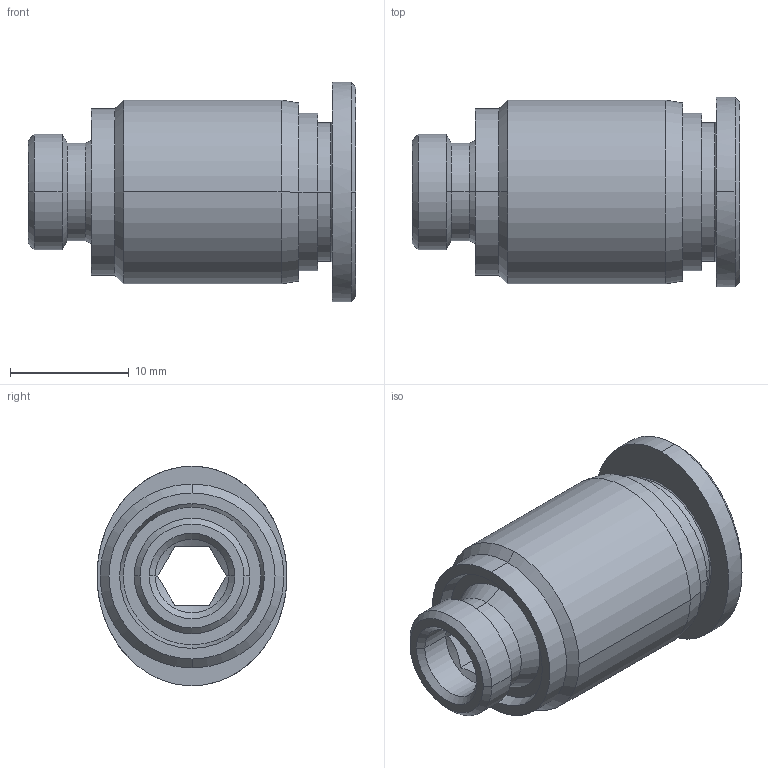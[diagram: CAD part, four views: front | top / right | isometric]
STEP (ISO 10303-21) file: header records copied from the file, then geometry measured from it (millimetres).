
FILE_DESCRIPTION (( 'STEP AP214' ), '1' );
FILE_NAME ('POC10-G01.STEP', '2018-09-10T08:57:18', ( '' ), ( '' ), 'SwSTEP 2.0', 'SolidWorks 2018', '' );
FILE_SCHEMA (( 'AUTOMOTIVE_DESIGN' ));
Length unit declared in the file: millimetre
Products named in the file (1): POC10-G01
Bounding box: 27.6 x 16 x 18.5 mm (x, y, z)
Surface area: 2520.5 mm2 (no closed solid volume)
Topology: 0 solids, 1 shells, 386 faces, 1232 edges, 816 vertices
Faces by surface type: plane 340, cone 20, cylinder 17, bspline 9
Entity records: 18198 total; most frequent: CARTESIAN_POINT 3205, ORIENTED_EDGE 2262, DIRECTION 2018, EDGE_CURVE 1232, VECTOR 1150, LINE 1150, VERTEX_POINT 816, AXIS2_PLACEMENT_3D 434
